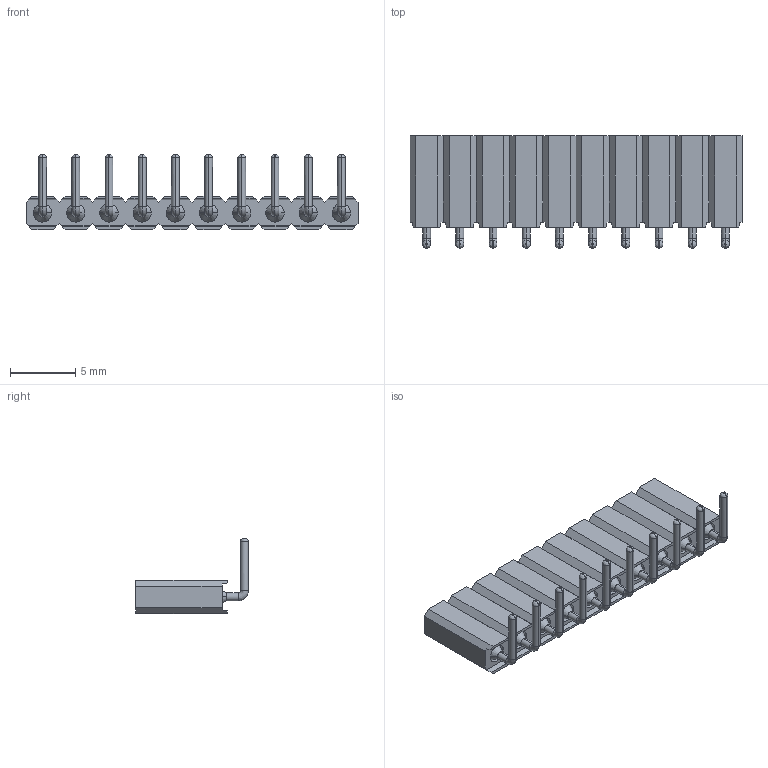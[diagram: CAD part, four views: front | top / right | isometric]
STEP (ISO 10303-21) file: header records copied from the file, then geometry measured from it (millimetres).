
FILE_DESCRIPTION( ('This file contains a STEP AP42 implementation' ,'as created by ZW3D STEP Interface translator.') ,'2;1' );
FILE_NAME( '3521-701XXRXX124X1.stp' ,'231016.165513', (''), ('ZWCAD Software Co.'), 'Version 1.0', 'ZW3D to STEP translator', '' );
FILE_SCHEMA(('AUTOMOTIVE_DESIGN { 1 0 10303 214 1 1 1 1 }'));
Length unit declared in the file: millimetre
Products named in the file (2): 0; 3521-70120RXX124X1
Bounding box: 25.4 x 8.6 x 5.74 mm (x, y, z)
Volume: 339.4 mm3; surface area: 1465.4 mm2
Topology: 1 solids, 1 shells, 986 faces, 2481 edges, 1546 vertices
Faces by surface type: plane 413, bspline 360, cone 193, cylinder 20
Entity records: 52766 total; most frequent: CARTESIAN_POINT 34804, ORIENTED_EDGE 4922, EDGE_CURVE 2461, B_SPLINE_CURVE_WITH_KNOTS 2400, VERTEX_POINT 1546, DIRECTION 1258, EDGE_LOOP 1055, FACE_OUTER_BOUND 986
